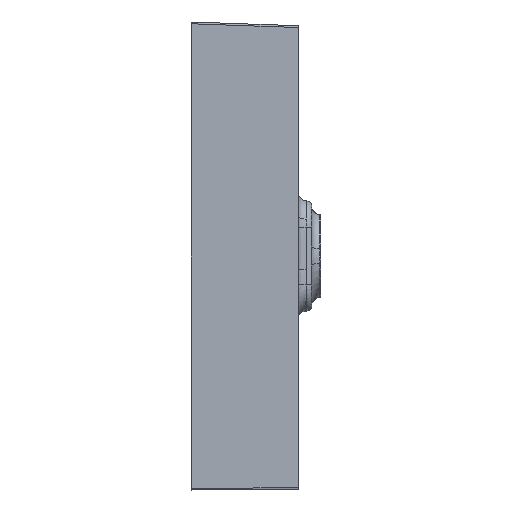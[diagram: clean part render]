
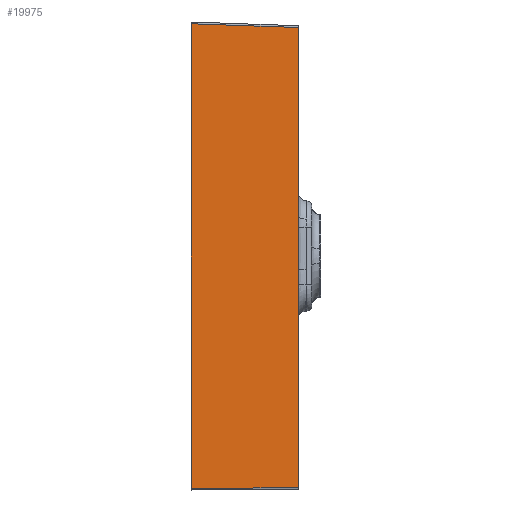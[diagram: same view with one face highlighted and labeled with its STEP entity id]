
A CAD part, left-side view. The second image highlights one B-rep face of the part: STEP entity #19975.
In plain terms, the highlighted planar face has unit normal (-0.999, -0.035, 0).
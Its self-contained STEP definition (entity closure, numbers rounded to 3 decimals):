
#840 = CARTESIAN_POINT ( 'NONE',  ( -595.81, -120., 256.311 ) ) ;
#986 = DIRECTION ( 'NONE',  ( 0., 0., 1. ) ) ;
#1572 = CARTESIAN_POINT ( 'NONE',  ( -595.81, -120., 262.5 ) ) ;
#1977 = CARTESIAN_POINT ( 'NONE',  ( -599.936, -1.823, -260.494 ) ) ;
#3823 = CARTESIAN_POINT ( 'NONE',  ( -600., 0., 262.5 ) ) ;
#3976 = VERTEX_POINT ( 'NONE', #21876 ) ;
#5142 = VERTEX_POINT ( 'NONE', #21550 ) ;
#5277 = EDGE_CURVE ( 'NONE', #22490, #5142, #20347, .T. ) ;
#5402 = ORIENTED_EDGE ( 'NONE', *, *, #16657, .F. ) ;
#5685 = VERTEX_POINT ( 'NONE', #13102 ) ;
#5851 = CARTESIAN_POINT ( 'NONE',  ( -600.002, 0.07, 260.504 ) ) ;
#5870 = VECTOR ( 'NONE', #7469, 1000. ) ;
#6219 = VECTOR ( 'NONE', #20116, 1000. ) ;
#7469 = DIRECTION ( 'NONE',  ( 0.035, -0.999, 0.003 ) ) ;
#8178 = EDGE_LOOP ( 'NONE', ( #21708, #19479, #5402, #14447 ) ) ;
#8612 = LINE ( 'NONE', #1572, #8649 ) ;
#8649 = VECTOR ( 'NONE', #15931, 1000. ) ;
#10075 = AXIS2_PLACEMENT_3D ( 'NONE', #3823, #16869, #14847 ) ;
#10388 = VECTOR ( 'NONE', #986, 1000. ) ;
#10410 = CARTESIAN_POINT ( 'NONE',  ( -600., 0., 262.5 ) ) ;
#11247 = PLANE ( 'NONE',  #10075 ) ;
#12344 = LINE ( 'NONE', #10410, #10388 ) ;
#13102 = CARTESIAN_POINT ( 'NONE',  ( -595.81, -120., -260.081 ) ) ;
#13428 = LINE ( 'NONE', #1977, #5870 ) ;
#13751 = EDGE_CURVE ( 'NONE', #22490, #5685, #8612, .T. ) ;
#14447 = ORIENTED_EDGE ( 'NONE', *, *, #19447, .T. ) ;
#14847 = DIRECTION ( 'NONE',  ( 0.035, -0.999, 0. ) ) ;
#15931 = DIRECTION ( 'NONE',  ( 0., 0., -1. ) ) ;
#16657 = EDGE_CURVE ( 'NONE', #3976, #5142, #12344, .T. ) ;
#16869 = DIRECTION ( 'NONE',  ( -0.999, -0.035, 0. ) ) ;
#19447 = EDGE_CURVE ( 'NONE', #3976, #5685, #13428, .T. ) ;
#19479 = ORIENTED_EDGE ( 'NONE', *, *, #5277, .T. ) ;
#19975 = ADVANCED_FACE ( 'NONE', ( #20233 ), #11247, .T. ) ;
#20116 = DIRECTION ( 'NONE',  ( -0.035, 0.999, 0.035 ) ) ;
#20233 = FACE_OUTER_BOUND ( 'NONE', #8178, .T. ) ;
#20347 = LINE ( 'NONE', #5851, #6219 ) ;
#21550 = CARTESIAN_POINT ( 'NONE',  ( -600., 0., 260.501 ) ) ;
#21708 = ORIENTED_EDGE ( 'NONE', *, *, #13751, .F. ) ;
#21876 = CARTESIAN_POINT ( 'NONE',  ( -600., 0., -260.5 ) ) ;
#22490 = VERTEX_POINT ( 'NONE', #840 ) ;
